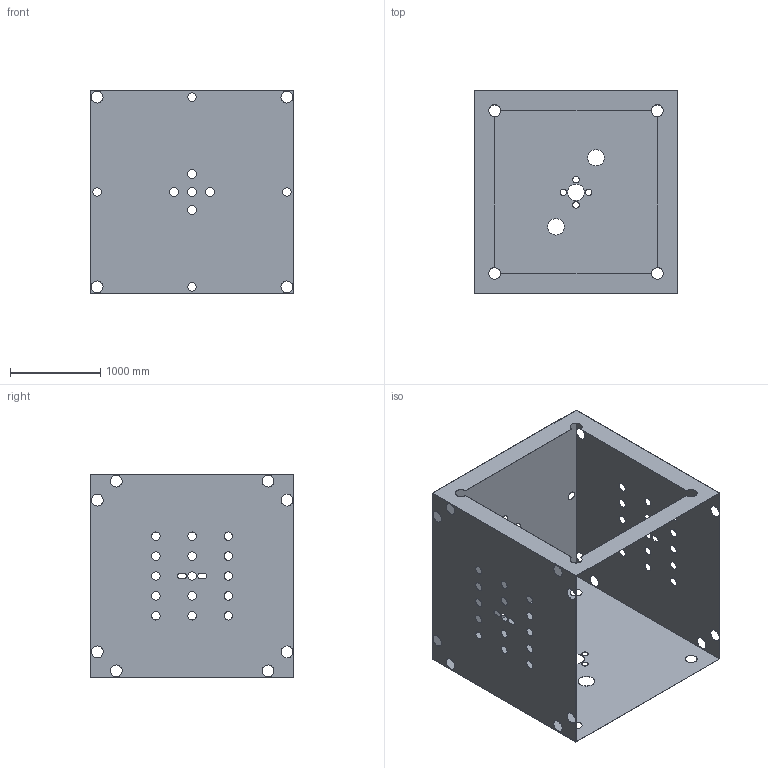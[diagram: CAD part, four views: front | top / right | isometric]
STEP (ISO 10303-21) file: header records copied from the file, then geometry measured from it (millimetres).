
FILE_DESCRIPTION (( 'STEP AP214' ), '1' );
FILE_NAME ('layer6_body.STEP', '2024-06-27T17:15:50', ( '' ), ( '' ), 'SwSTEP 2.0', 'SolidWorks 2023', '' );
FILE_SCHEMA (( 'AUTOMOTIVE_DESIGN' ));
Length unit declared in the file: metre
Products named in the file (2): layer6_body
Assembly tree (1 placements, depth 2):
  layer6_body
    layer6_body
Bounding box: 2249.6 x 2247.2 x 2249.6 mm (x, y, z)
Volume: 50984173.7 mm3; surface area: 42587801.5 mm2
Topology: 1 solids, 1 shells, 177 faces, 522 edges, 348 vertices
Faces by surface type: cylinder 154, plane 23
Entity records: 6439 total; most frequent: DIRECTION 1192, CARTESIAN_POINT 1051, ORIENTED_EDGE 1044, EDGE_CURVE 522, AXIS2_PLACEMENT_3D 489, VERTEX_POINT 348, EDGE_LOOP 328, CIRCLE 308
